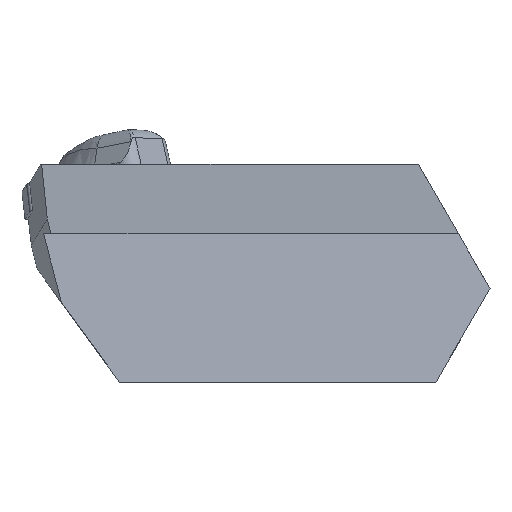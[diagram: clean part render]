
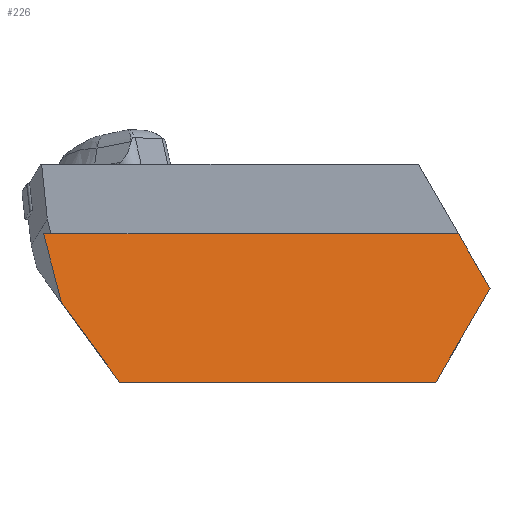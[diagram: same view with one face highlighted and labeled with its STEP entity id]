
A CAD part, top view. The second image highlights one B-rep face of the part: STEP entity #226.
In plain terms, the highlighted planar face has unit normal (0, 0.139, 0.99).
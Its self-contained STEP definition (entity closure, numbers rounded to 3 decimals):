
#226=ADVANCED_FACE('',(#329),#289,.F.);
#289=PLANE('',#1354);
#329=FACE_OUTER_BOUND('',#388,.T.);
#388=EDGE_LOOP('',(#531,#532,#533,#534,#535,#536));
#531=ORIENTED_EDGE('',*,*,#966,.F.);
#532=ORIENTED_EDGE('',*,*,#965,.T.);
#533=ORIENTED_EDGE('',*,*,#967,.T.);
#534=ORIENTED_EDGE('',*,*,#953,.T.);
#535=ORIENTED_EDGE('',*,*,#968,.F.);
#536=ORIENTED_EDGE('',*,*,#969,.T.);
#826=VERTEX_POINT('',#1826);
#827=VERTEX_POINT('',#1828);
#833=VERTEX_POINT('',#1848);
#834=VERTEX_POINT('',#1850);
#835=VERTEX_POINT('',#1854);
#836=VERTEX_POINT('',#1857);
#953=EDGE_CURVE('',#827,#826,#1118,.T.);
#965=EDGE_CURVE('',#833,#834,#1128,.T.);
#966=EDGE_CURVE('',#833,#835,#1129,.T.);
#967=EDGE_CURVE('',#834,#827,#1130,.T.);
#968=EDGE_CURVE('',#836,#826,#1131,.T.);
#969=EDGE_CURVE('',#836,#835,#1132,.T.);
#1118=LINE('',#1827,#1214);
#1128=LINE('',#1851,#1224);
#1129=LINE('',#1853,#1225);
#1130=LINE('',#1855,#1226);
#1131=LINE('',#1856,#1227);
#1132=LINE('',#1858,#1228);
#1214=VECTOR('',#1505,1.);
#1224=VECTOR('',#1527,1.);
#1225=VECTOR('',#1530,1.);
#1226=VECTOR('',#1531,1.);
#1227=VECTOR('',#1532,1.);
#1228=VECTOR('',#1533,1.);
#1354=AXIS2_PLACEMENT_3D('',#1859,#1534,#1535);
#1505=DIRECTION('',(-0.496,0.86,-0.121));
#1527=DIRECTION('',(1.,0.,0.));
#1530=DIRECTION('',(-0.584,0.804,-0.113));
#1531=DIRECTION('',(0.496,0.86,-0.121));
#1532=DIRECTION('',(1.,0.,0.));
#1533=DIRECTION('',(0.251,-0.959,0.135));
#1534=DIRECTION('',(0.,-0.139,-0.99));
#1535=DIRECTION('',(0.,-0.99,0.139));
#1826=CARTESIAN_POINT('',(-4.457,-9.6,0.));
#1827=CARTESIAN_POINT('',(-9.919,-0.14,-1.329));
#1828=CARTESIAN_POINT('',(2.817,-22.199,1.771));
#1848=CARTESIAN_POINT('',(-82.672,-43.85,4.814));
#1850=CARTESIAN_POINT('',(-9.683,-43.85,4.814));
#1851=CARTESIAN_POINT('',(-106.,-43.85,4.814));
#1853=CARTESIAN_POINT('',(-105.581,-12.319,0.382));
#1854=CARTESIAN_POINT('',(-96.08,-25.396,2.22));
#1855=CARTESIAN_POINT('',(-7.146,-39.455,4.196));
#1856=CARTESIAN_POINT('',(-106.,-9.6,0.));
#1857=CARTESIAN_POINT('',(-100.215,-9.6,0.));
#1858=CARTESIAN_POINT('',(-99.839,-11.036,0.202));
#1859=CARTESIAN_POINT('',(-106.,-12.617,0.424));
